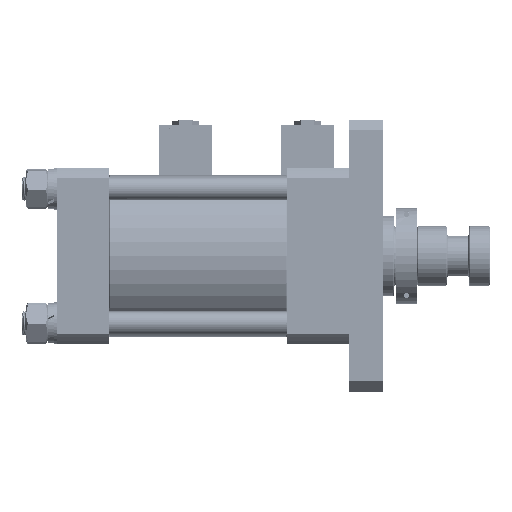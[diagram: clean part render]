
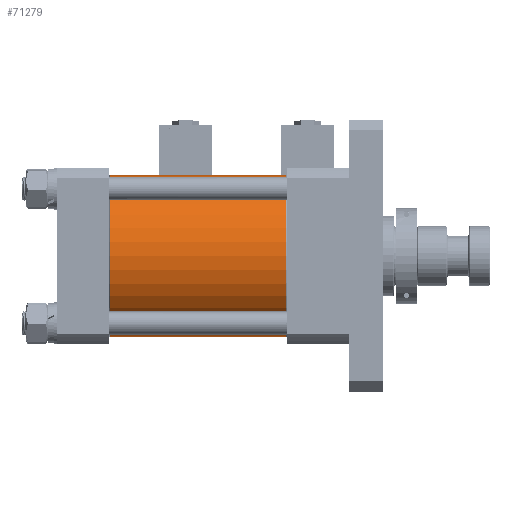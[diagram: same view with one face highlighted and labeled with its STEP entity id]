
A CAD part, top view. The second image highlights one B-rep face of the part: STEP entity #71279.
In plain terms, the highlighted cylindrical face has radius 76 mm (diameter 152 mm), a partial arc.
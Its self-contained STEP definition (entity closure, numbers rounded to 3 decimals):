
#11603 = VERTEX_POINT ( 'NONE', #46097 ) ;
#11634 = VERTEX_POINT ( 'NONE', #46145 ) ;
#11648 = VERTEX_POINT ( 'NONE', #46165 ) ;
#11851 = VERTEX_POINT ( 'NONE', #46469 ) ;
#16476 = CIRCLE ( 'NONE', #23589, 76. ) ;
#16477 = CIRCLE ( 'NONE', #23595, 76. ) ;
#21209 = ORIENTED_EDGE ( 'NONE', *, *, #24230, .T. ) ;
#21210 = ORIENTED_EDGE ( 'NONE', *, *, #24233, .F. ) ;
#21211 = ORIENTED_EDGE ( 'NONE', *, *, #24232, .T. ) ;
#21212 = ORIENTED_EDGE ( 'NONE', *, *, #24234, .F. ) ;
#23589 = AXIS2_PLACEMENT_3D ( 'NONE', #26373, #26374, #26375 ) ;
#23595 = AXIS2_PLACEMENT_3D ( 'NONE', #26376, #26383, #26384 ) ;
#23598 = VECTOR ( 'NONE', #26382, 1000. ) ;
#23600 = VECTOR ( 'NONE', #26388, 1000. ) ;
#24230 = EDGE_CURVE ( 'NONE', #11603, #11634, #16476, .T. ) ;
#24232 = EDGE_CURVE ( 'NONE', #11634, #11851, #26380, .T. ) ;
#24233 = EDGE_CURVE ( 'NONE', #11648, #11851, #16477, .T. ) ;
#24234 = EDGE_CURVE ( 'NONE', #11603, #11648, #26386, .T. ) ;
#26373 = CARTESIAN_POINT ( 'NONE',  ( 464.832, 248.269, 0. ) ) ;
#26374 = DIRECTION ( 'NONE',  ( 1., 0., 0. ) ) ;
#26375 = DIRECTION ( 'NONE',  ( 0., 1., 0. ) ) ;
#26376 = CARTESIAN_POINT ( 'NONE',  ( 629.832, 248.269, 0. ) ) ;
#26380 = LINE ( 'NONE', #26381, #23598 ) ;
#26381 = CARTESIAN_POINT ( 'NONE',  ( 686.241, 172.269, 0. ) ) ;
#26382 = DIRECTION ( 'NONE',  ( 1., 0., 0. ) ) ;
#26383 = DIRECTION ( 'NONE',  ( 1., 0., 0. ) ) ;
#26384 = DIRECTION ( 'NONE',  ( 0., 1., 0. ) ) ;
#26386 = LINE ( 'NONE', #26387, #23600 ) ;
#26387 = CARTESIAN_POINT ( 'NONE',  ( 686.241, 324.269, 0. ) ) ;
#26388 = DIRECTION ( 'NONE',  ( 1., 0., 0. ) ) ;
#41424 = FACE_OUTER_BOUND ( 'NONE', #67099, .T. ) ;
#41425 = AXIS2_PLACEMENT_3D ( 'NONE', #45929, #45932, #45933 ) ;
#41426 = CYLINDRICAL_SURFACE ( 'NONE', #41425, 76. ) ;
#45929 = CARTESIAN_POINT ( 'NONE',  ( 686.241, 248.269, 0. ) ) ;
#45932 = DIRECTION ( 'NONE',  ( 1., 0., 0. ) ) ;
#45933 = DIRECTION ( 'NONE',  ( 0., 1., 0. ) ) ;
#46097 = CARTESIAN_POINT ( 'NONE',  ( 464.832, 324.269, 0. ) ) ;
#46145 = CARTESIAN_POINT ( 'NONE',  ( 464.832, 172.269, 0. ) ) ;
#46165 = CARTESIAN_POINT ( 'NONE',  ( 629.832, 324.269, 0. ) ) ;
#46469 = CARTESIAN_POINT ( 'NONE',  ( 629.832, 172.269, 0. ) ) ;
#67099 = EDGE_LOOP ( 'NONE', ( #21209, #21211, #21210, #21212 ) ) ;
#71279 = ADVANCED_FACE ( 'NONE', ( #41424 ), #41426, .T. ) ;
